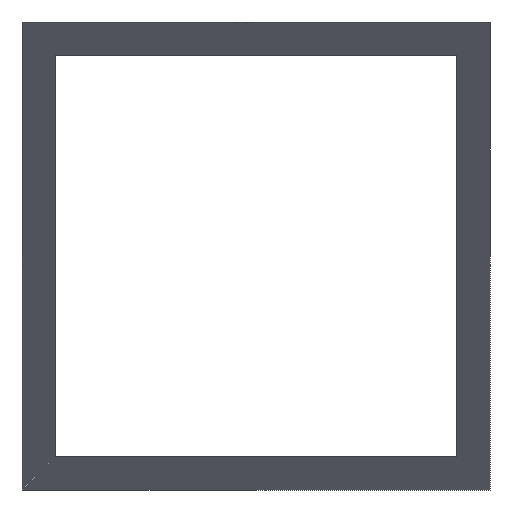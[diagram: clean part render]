
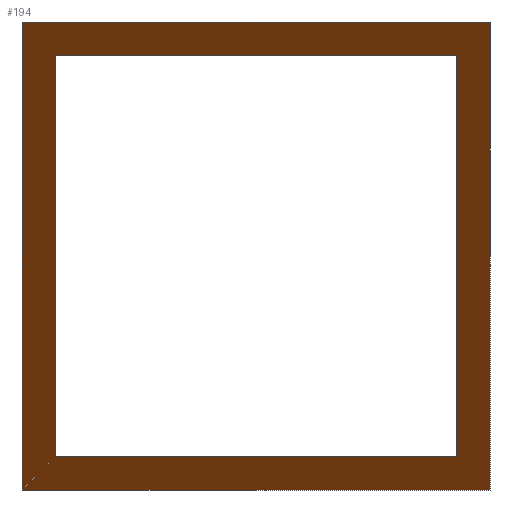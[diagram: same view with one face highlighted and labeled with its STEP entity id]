
A CAD part, front view. The second image highlights one B-rep face of the part: STEP entity #194.
In plain terms, the highlighted planar face has unit normal (0, -0.707, -0.707).
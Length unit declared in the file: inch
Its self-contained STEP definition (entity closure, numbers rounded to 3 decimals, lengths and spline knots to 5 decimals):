
#16=FACE_BOUND('',#38,.T.);
#26=FACE_OUTER_BOUND('',#37,.T.);
#37=EDGE_LOOP('',(#167,#168,#169,#170));
#38=EDGE_LOOP('',(#171,#172,#173,#174));
#49=LINE('',#294,#73);
#51=LINE('',#298,#75);
#53=LINE('',#302,#77);
#54=LINE('',#304,#78);
#55=LINE('',#308,#79);
#58=LINE('',#313,#82);
#60=LINE('',#317,#84);
#62=LINE('',#320,#86);
#73=VECTOR('',#241,39.37008);
#75=VECTOR('',#245,39.37008);
#77=VECTOR('',#249,39.37008);
#78=VECTOR('',#252,39.37008);
#79=VECTOR('',#255,39.37008);
#82=VECTOR('',#260,39.37008);
#84=VECTOR('',#264,39.37008);
#86=VECTOR('',#268,39.37008);
#95=VERTEX_POINT('',#290);
#96=VERTEX_POINT('',#292);
#97=VERTEX_POINT('',#296);
#98=VERTEX_POINT('',#300);
#99=VERTEX_POINT('',#306);
#100=VERTEX_POINT('',#307);
#101=VERTEX_POINT('',#312);
#102=VERTEX_POINT('',#316);
#113=EDGE_CURVE('',#95,#96,#49,.T.);
#115=EDGE_CURVE('',#96,#97,#51,.T.);
#117=EDGE_CURVE('',#97,#98,#53,.T.);
#118=EDGE_CURVE('',#98,#95,#54,.T.);
#119=EDGE_CURVE('',#99,#100,#55,.T.);
#122=EDGE_CURVE('',#100,#101,#58,.T.);
#124=EDGE_CURVE('',#101,#102,#60,.T.);
#126=EDGE_CURVE('',#102,#99,#62,.T.);
#167=ORIENTED_EDGE('',*,*,#113,.T.);
#168=ORIENTED_EDGE('',*,*,#115,.T.);
#169=ORIENTED_EDGE('',*,*,#117,.T.);
#170=ORIENTED_EDGE('',*,*,#118,.T.);
#171=ORIENTED_EDGE('',*,*,#126,.F.);
#172=ORIENTED_EDGE('',*,*,#124,.F.);
#173=ORIENTED_EDGE('',*,*,#122,.F.);
#174=ORIENTED_EDGE('',*,*,#119,.F.);
#184=PLANE('',#224);
#194=ADVANCED_FACE('',(#26,#16),#184,.T.);
#224=AXIS2_PLACEMENT_3D('',#321,#269,#270);
#241=DIRECTION('',(0.,0.707,-0.707));
#245=DIRECTION('',(1.,0.,0.));
#249=DIRECTION('',(0.,-0.707,0.707));
#252=DIRECTION('',(-1.,0.,0.));
#255=DIRECTION('',(1.,0.,0.));
#260=DIRECTION('',(0.,-0.707,0.707));
#264=DIRECTION('',(-1.,0.,0.));
#268=DIRECTION('',(0.,0.707,-0.707));
#269=DIRECTION('center_axis',(0.,-0.707,-0.707));
#270=DIRECTION('ref_axis',(-1.,0.,0.));
#290=CARTESIAN_POINT('',(0.,0.,1.75));
#292=CARTESIAN_POINT('',(0.,1.75,0.));
#294=CARTESIAN_POINT('',(0.,1.75,0.));
#296=CARTESIAN_POINT('',(1.75,1.75,0.));
#298=CARTESIAN_POINT('',(1.75,1.75,0.));
#300=CARTESIAN_POINT('',(1.75,0.,1.75));
#302=CARTESIAN_POINT('',(1.75,1.75,0.));
#304=CARTESIAN_POINT('',(0.,0.,1.75));
#306=CARTESIAN_POINT('',(0.125,1.625,0.125));
#307=CARTESIAN_POINT('',(1.625,1.625,0.125));
#308=CARTESIAN_POINT('',(0.,1.625,0.125));
#312=CARTESIAN_POINT('',(1.625,0.125,1.625));
#313=CARTESIAN_POINT('',(1.625,1.75,0.));
#316=CARTESIAN_POINT('',(0.125,0.125,1.625));
#317=CARTESIAN_POINT('',(0.,0.125,1.625));
#320=CARTESIAN_POINT('',(0.125,1.75,0.));
#321=CARTESIAN_POINT('Origin',(0.,1.75,0.));
